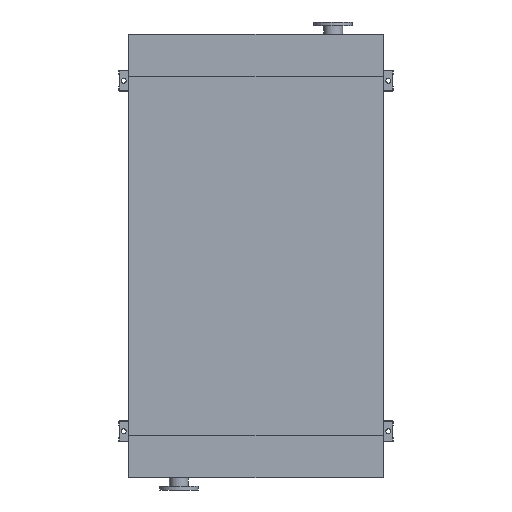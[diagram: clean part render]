
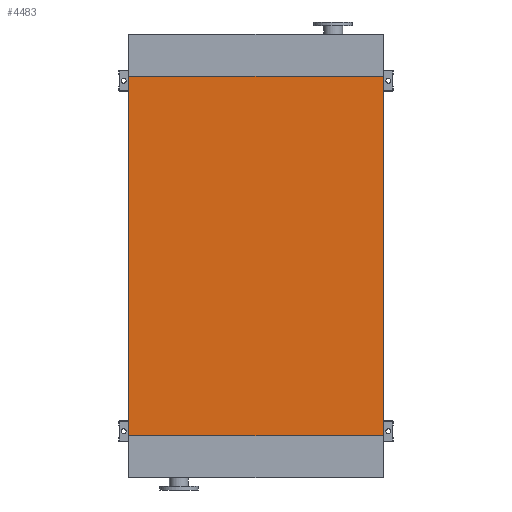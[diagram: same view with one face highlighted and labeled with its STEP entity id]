
A CAD part, front view. The second image highlights one B-rep face of the part: STEP entity #4483.
In plain terms, the highlighted planar face has unit normal (0, -1, 0).
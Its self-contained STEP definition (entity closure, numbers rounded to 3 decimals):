
#353 = DIRECTION ( 'NONE',  ( 0., 0., 1. ) ) ;
#398 = VERTEX_POINT ( 'NONE', #4460 ) ;
#444 = CARTESIAN_POINT ( 'NONE',  ( 725., 0., -2050. ) ) ;
#978 = VECTOR ( 'NONE', #14402, 1000. ) ;
#2346 = DIRECTION ( 'NONE',  ( 1., 0., 0. ) ) ;
#2353 = CARTESIAN_POINT ( 'NONE',  ( -725., 0., 0. ) ) ;
#2927 = CARTESIAN_POINT ( 'NONE',  ( -725., 0., -2050. ) ) ;
#3106 = LINE ( 'NONE', #2927, #16977 ) ;
#3251 = DIRECTION ( 'NONE',  ( 0., 0., 1. ) ) ;
#3732 = CARTESIAN_POINT ( 'NONE',  ( 725., 0., 0. ) ) ;
#4082 = EDGE_CURVE ( 'NONE', #9437, #398, #5497, .T. ) ;
#4460 = CARTESIAN_POINT ( 'NONE',  ( 725., 0., -2050. ) ) ;
#4483 = ADVANCED_FACE ( 'NONE', ( #5239 ), #9628, .T. ) ;
#4840 = VERTEX_POINT ( 'NONE', #3732 ) ;
#5239 = FACE_OUTER_BOUND ( 'NONE', #11229, .T. ) ;
#5441 = ORIENTED_EDGE ( 'NONE', *, *, #4082, .T. ) ;
#5497 = LINE ( 'NONE', #14524, #978 ) ;
#5687 = EDGE_CURVE ( 'NONE', #398, #4840, #16249, .T. ) ;
#9112 = ORIENTED_EDGE ( 'NONE', *, *, #15816, .F. ) ;
#9161 = EDGE_CURVE ( 'NONE', #17550, #4840, #11538, .T. ) ;
#9437 = VERTEX_POINT ( 'NONE', #13847 ) ;
#9465 = DIRECTION ( 'NONE',  ( 0., 0., -1. ) ) ;
#9486 = DIRECTION ( 'NONE',  ( 0., -1., 0. ) ) ;
#9544 = VECTOR ( 'NONE', #353, 1000. ) ;
#9547 = ORIENTED_EDGE ( 'NONE', *, *, #9161, .F. ) ;
#9628 = PLANE ( 'NONE',  #15984 ) ;
#9647 = CARTESIAN_POINT ( 'NONE',  ( -725., 0., -2050. ) ) ;
#11229 = EDGE_LOOP ( 'NONE', ( #9547, #9112, #5441, #15191 ) ) ;
#11538 = LINE ( 'NONE', #2353, #11946 ) ;
#11706 = CARTESIAN_POINT ( 'NONE',  ( -725., 0., 0. ) ) ;
#11946 = VECTOR ( 'NONE', #2346, 1000. ) ;
#13847 = CARTESIAN_POINT ( 'NONE',  ( -725., 0., -2050. ) ) ;
#14402 = DIRECTION ( 'NONE',  ( 1., 0., 0. ) ) ;
#14524 = CARTESIAN_POINT ( 'NONE',  ( -725., 0., -2050. ) ) ;
#15191 = ORIENTED_EDGE ( 'NONE', *, *, #5687, .T. ) ;
#15816 = EDGE_CURVE ( 'NONE', #9437, #17550, #3106, .T. ) ;
#15984 = AXIS2_PLACEMENT_3D ( 'NONE', #9647, #9486, #9465 ) ;
#16249 = LINE ( 'NONE', #444, #9544 ) ;
#16977 = VECTOR ( 'NONE', #3251, 1000. ) ;
#17550 = VERTEX_POINT ( 'NONE', #11706 ) ;
